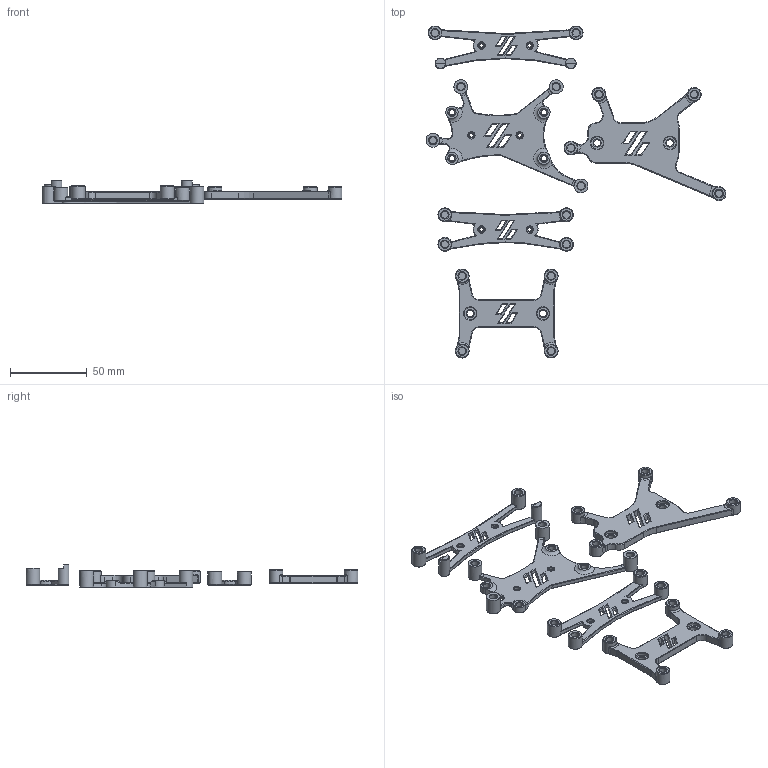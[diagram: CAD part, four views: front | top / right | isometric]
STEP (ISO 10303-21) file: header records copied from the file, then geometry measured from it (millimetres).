
FILE_DESCRIPTION(/* description */ (''),/* implementation_level */ '2;1');
FILE_NAME(/* name */ 'KlipperExpander_RailMount v4.step',/* time_stamp */ '2022-04-18T22:38:44-04:00',/* author */ (''),/* organization */ (''),/* preprocessor_version */ 'ST-DEVELOPER v18.1',/* originating_system */ 'Autodesk Translation Framework v10.14.0.1471',/* authorisation */ '');
FILE_SCHEMA (('AUTOMOTIVE_DESIGN { 1 0 10303 214 3 1 1 }'));
Length unit declared in the file: millimetre
Products named in the file (6): KlipperExpander_RailMount; KlipperExpander_RailMount_Htsrt; SKR_E3_DIN_Mount_Bracket; Mellow_Fly-UTOC_DIN_Mount; Raspberry_Pi_SSR_Mount; SKR_E3_DIN_SSR_Mount
Assembly tree (5 placements, depth 2):
  KlipperExpander_RailMount
    KlipperExpander_RailMount_Htsrt
    SKR_E3_DIN_Mount_Bracket
    Mellow_Fly-UTOC_DIN_Mount
    Raspberry_Pi_SSR_Mount
    SKR_E3_DIN_SSR_Mount
Bounding box: 195.59 x 216.5 x 15.15 mm (x, y, z)
Volume: 40110 mm3; surface area: 30832.7 mm2
Topology: 5 solids, 5 shells, 772 faces, 1818 edges, 1088 vertices
Faces by surface type: plane 330, cone 172, bspline 131, cylinder 123, torus 16
Full cylindrical faces by diameter (mm): 2.4 x5, 2.5 x1, 3.4 x4, 4 x6, 4.5 x8, 4.7 x18, 7 x2, 8 x4, 9 x18
Entity records: 30949 total; most frequent: CARTESIAN_POINT 13831, ORIENTED_EDGE 3636, DIRECTION 3218, EDGE_CURVE 1818, AXIS2_PLACEMENT_3D 1126, VERTEX_POINT 1088, LINE 966, VECTOR 966
